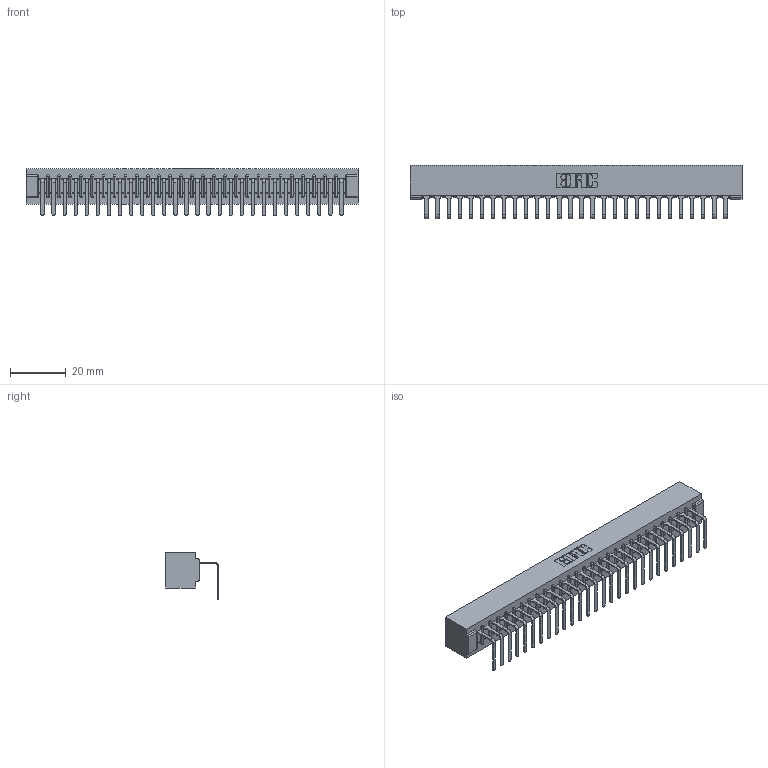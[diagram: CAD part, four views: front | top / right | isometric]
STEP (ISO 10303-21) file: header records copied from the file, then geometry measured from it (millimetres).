
FILE_DESCRIPTION (( 'STEP AP203' ), '1' );
FILE_NAME ('307-028-558-101.STEP', '2019-09-05T13:36:00', ( '' ), ( '' ), 'SwSTEP 2.0', 'SolidWorks 2016', '' );
FILE_SCHEMA (( 'CONFIG_CONTROL_DESIGN' ));
Length unit declared in the file: inch
Products named in the file (3): 307 Part_No Mounting Lugs; 307-028-558-101; 307-290-001_558 - 2 (Single)
Assembly tree (29 placements, depth 2):
  307-028-558-101
    307 Part_No Mounting Lugs
    307-290-001_558 - 2 (Single)  x28
Bounding box: 118.82 x 18.96 x 16.8 mm (x, y, z)
Volume: 12891.5 mm3; surface area: 14451.9 mm2
Topology: 29 solids, 29 shells, 1819 faces, 5171 edges, 3330 vertices
Faces by surface type: plane 1158, cylinder 603, sphere 58
Entity records: 25556 total; most frequent: CARTESIAN_POINT 4300, ORIENTED_EDGE 4286, DIRECTION 4189, EDGE_CURVE 2143, LINE 1639, VECTOR 1639, VERTEX_POINT 1386, AXIS2_PLACEMENT_3D 1275
